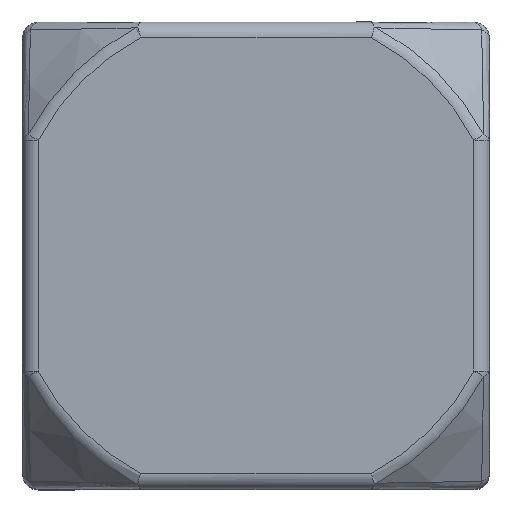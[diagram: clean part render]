
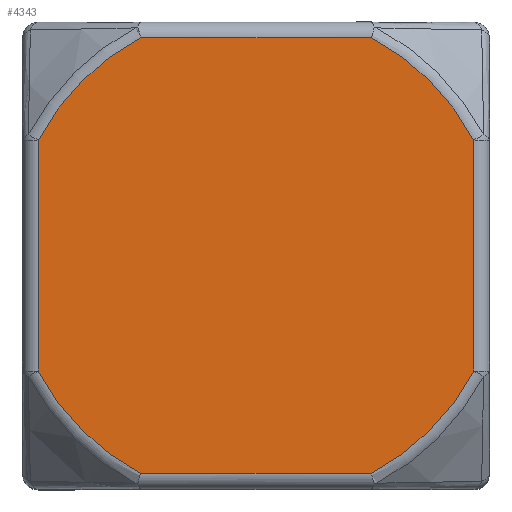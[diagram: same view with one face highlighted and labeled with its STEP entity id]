
A CAD part, top view. The second image highlights one B-rep face of the part: STEP entity #4343.
In plain terms, the highlighted planar face has unit normal (0, 0, 1).
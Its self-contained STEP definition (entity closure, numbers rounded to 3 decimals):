
#105=CIRCLE('',#4627,7.793);
#106=CIRCLE('',#4628,7.793);
#107=CIRCLE('',#4629,7.793);
#108=CIRCLE('',#4630,7.793);
#929=ORIENTED_EDGE('',*,*,#1768,.F.);
#930=ORIENTED_EDGE('',*,*,#1769,.F.);
#931=ORIENTED_EDGE('',*,*,#1770,.F.);
#932=ORIENTED_EDGE('',*,*,#1771,.F.);
#933=ORIENTED_EDGE('',*,*,#1772,.F.);
#934=ORIENTED_EDGE('',*,*,#1773,.F.);
#935=ORIENTED_EDGE('',*,*,#1774,.F.);
#936=ORIENTED_EDGE('',*,*,#1775,.F.);
#1768=EDGE_CURVE('',#2229,#2230,#105,.T.);
#1769=EDGE_CURVE('',#2231,#2229,#2740,.T.);
#1770=EDGE_CURVE('',#2232,#2231,#106,.T.);
#1771=EDGE_CURVE('',#2233,#2232,#2741,.T.);
#1772=EDGE_CURVE('',#2234,#2233,#107,.T.);
#1773=EDGE_CURVE('',#2235,#2234,#2742,.T.);
#1774=EDGE_CURVE('',#2236,#2235,#108,.T.);
#1775=EDGE_CURVE('',#2230,#2236,#2743,.T.);
#2229=VERTEX_POINT('',#6703);
#2230=VERTEX_POINT('',#6704);
#2231=VERTEX_POINT('',#6706);
#2232=VERTEX_POINT('',#6708);
#2233=VERTEX_POINT('',#6710);
#2234=VERTEX_POINT('',#6712);
#2235=VERTEX_POINT('',#6714);
#2236=VERTEX_POINT('',#6716);
#2740=LINE('',#6705,#3264);
#2741=LINE('',#6709,#3265);
#2742=LINE('',#6713,#3266);
#2743=LINE('',#6717,#3267);
#3264=VECTOR('',#5502,1000.);
#3265=VECTOR('',#5505,1000.);
#3266=VECTOR('',#5508,1000.);
#3267=VECTOR('',#5511,1000.);
#3578=EDGE_LOOP('',(#929,#930,#931,#932,#933,#934,#935,#936));
#3872=FACE_BOUND('',#3578,.T.);
#4133=PLANE('',#4626);
#4343=ADVANCED_FACE('',(#3872),#4133,.F.);
#4626=AXIS2_PLACEMENT_3D('',#6701,#5498,#5499);
#4627=AXIS2_PLACEMENT_3D('',#6702,#5500,#5501);
#4628=AXIS2_PLACEMENT_3D('',#6707,#5503,#5504);
#4629=AXIS2_PLACEMENT_3D('',#6711,#5506,#5507);
#4630=AXIS2_PLACEMENT_3D('',#6715,#5509,#5510);
#5498=DIRECTION('',(0.,0.,-1.));
#5499=DIRECTION('',(0.,-1.,0.));
#5500=DIRECTION('',(0.,0.,-1.));
#5501=DIRECTION('',(0.,-1.,0.));
#5502=DIRECTION('',(0.,1.,0.));
#5503=DIRECTION('',(0.,0.,-1.));
#5504=DIRECTION('',(0.,-1.,0.));
#5505=DIRECTION('',(-1.,0.,0.));
#5506=DIRECTION('',(0.,0.,-1.));
#5507=DIRECTION('',(0.,-1.,0.));
#5508=DIRECTION('',(0.,-1.,0.));
#5509=DIRECTION('',(0.,0.,-1.));
#5510=DIRECTION('',(0.,-1.,0.));
#5511=DIRECTION('',(1.,0.,0.));
#6701=CARTESIAN_POINT('',(0.,0.,16.1));
#6702=CARTESIAN_POINT('',(0.,0.,16.1));
#6703=CARTESIAN_POINT('',(-6.885,3.65,16.1));
#6704=CARTESIAN_POINT('',(-3.65,6.885,16.1));
#6705=CARTESIAN_POINT('',(-6.885,-2.405,16.1));
#6706=CARTESIAN_POINT('',(-6.885,-3.65,16.1));
#6707=CARTESIAN_POINT('',(0.,0.,16.1));
#6708=CARTESIAN_POINT('',(-3.65,-6.885,16.1));
#6709=CARTESIAN_POINT('',(2.405,-6.885,16.1));
#6710=CARTESIAN_POINT('',(3.65,-6.885,16.1));
#6711=CARTESIAN_POINT('',(0.,0.,16.1));
#6712=CARTESIAN_POINT('',(6.885,-3.65,16.1));
#6713=CARTESIAN_POINT('',(6.885,2.405,16.1));
#6714=CARTESIAN_POINT('',(6.885,3.65,16.1));
#6715=CARTESIAN_POINT('',(0.,0.,16.1));
#6716=CARTESIAN_POINT('',(3.65,6.885,16.1));
#6717=CARTESIAN_POINT('',(-2.405,6.885,16.1));
